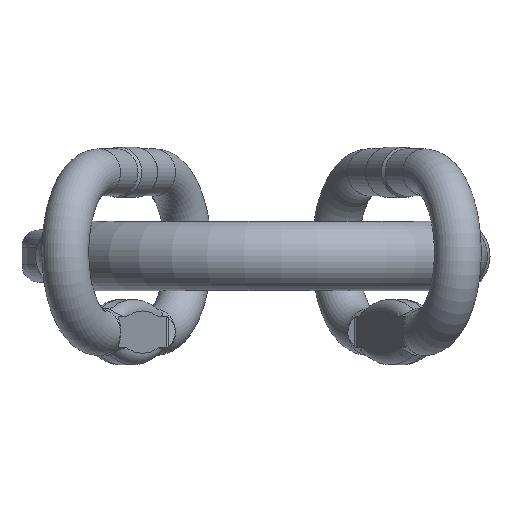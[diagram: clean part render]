
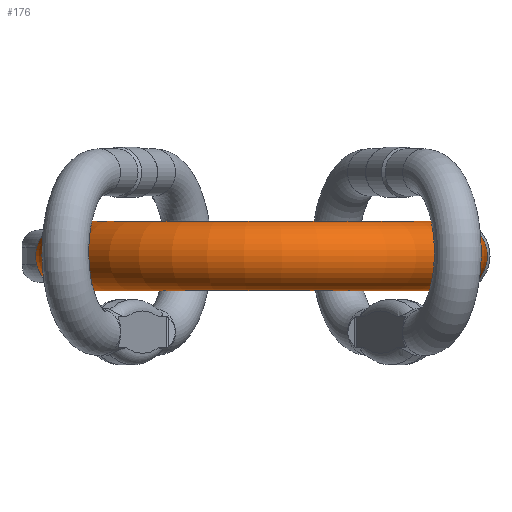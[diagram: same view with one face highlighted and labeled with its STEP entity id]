
A CAD part, front view. The second image highlights one B-rep face of the part: STEP entity #176.
In plain terms, the highlighted toroidal (fillet/blend) face has major radius 110 mm and minor radius 20 mm.
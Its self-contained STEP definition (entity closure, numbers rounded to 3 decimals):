
#136=TOROIDAL_SURFACE('',#1371,110.,20.);
#176=ADVANCED_FACE('',(#458,#459),#136,.T.);
#458=FACE_BOUND('',#524,.T.);
#459=FACE_BOUND('',#525,.T.);
#524=EDGE_LOOP('',(#746));
#525=EDGE_LOOP('',(#747));
#746=ORIENTED_EDGE('',*,*,#1175,.T.);
#747=ORIENTED_EDGE('',*,*,#1176,.F.);
#1027=VERTEX_POINT('',#2364);
#1028=VERTEX_POINT('',#2367);
#1175=EDGE_CURVE('',#1027,#1027,#1275,.T.);
#1176=EDGE_CURVE('',#1028,#1028,#1276,.T.);
#1275=CIRCLE('',#1366,20.);
#1276=CIRCLE('',#1368,20.);
#1366=AXIS2_PLACEMENT_3D('',#2363,#1598,#1599);
#1368=AXIS2_PLACEMENT_3D('',#2366,#1602,#1603);
#1371=AXIS2_PLACEMENT_3D('',#2371,#1608,#1609);
#1598=DIRECTION('',(0.,-1.,0.));
#1599=DIRECTION('',(1.,0.,0.));
#1602=DIRECTION('',(0.,1.,0.));
#1603=DIRECTION('',(-1.,0.,0.));
#1608=DIRECTION('',(0.,0.,1.));
#1609=DIRECTION('',(1.,0.,0.));
#2363=CARTESIAN_POINT('',(-110.,-80.,0.));
#2364=CARTESIAN_POINT('',(-90.,-80.,0.));
#2366=CARTESIAN_POINT('',(110.,-80.,0.));
#2367=CARTESIAN_POINT('',(90.,-80.,0.));
#2371=CARTESIAN_POINT('',(0.,-80.,0.));
